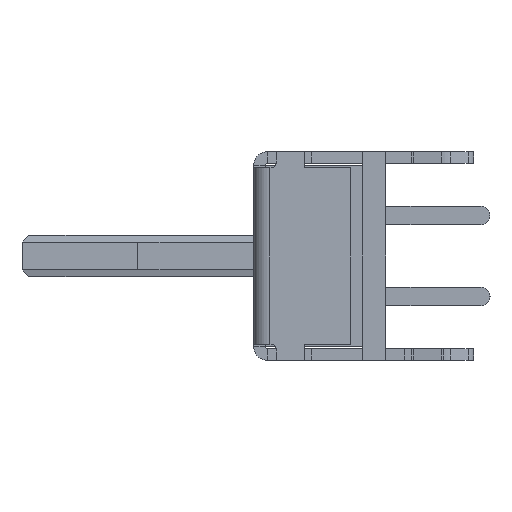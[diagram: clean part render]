
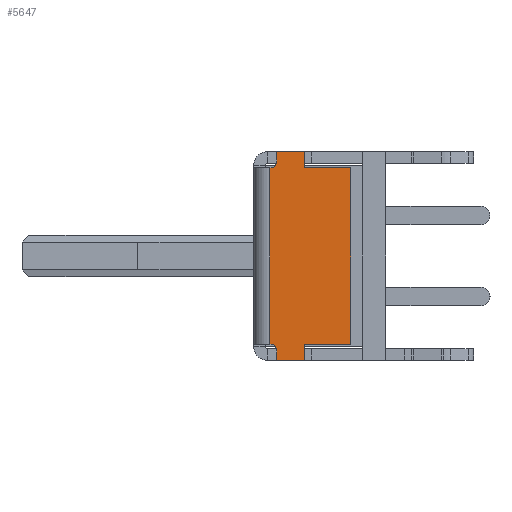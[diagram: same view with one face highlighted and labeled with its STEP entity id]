
A CAD part, left-side view. The second image highlights one B-rep face of the part: STEP entity #5647.
In plain terms, the highlighted planar face has unit normal (-1, 0, 0).
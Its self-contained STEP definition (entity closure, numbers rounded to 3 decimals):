
#45 = CARTESIAN_POINT ( 'NONE',  ( -17.5, 4.3, 4.5 ) ) ;
#51 = FACE_OUTER_BOUND ( 'NONE', #9850, .T. ) ;
#91 = AXIS2_PLACEMENT_3D ( 'NONE', #3646, #5567, #9616 ) ;
#359 = EDGE_CURVE ( 'NONE', #10901, #11998, #5460, .T. ) ;
#393 = ORIENTED_EDGE ( 'NONE', *, *, #10143, .T. ) ;
#512 = VECTOR ( 'NONE', #8806, 1000. ) ;
#534 = VECTOR ( 'NONE', #4414, 1000. ) ;
#594 = VECTOR ( 'NONE', #3517, 1000. ) ;
#1391 = ORIENTED_EDGE ( 'NONE', *, *, #359, .T. ) ;
#1465 = CARTESIAN_POINT ( 'NONE',  ( -17.5, 5.5, -4.5 ) ) ;
#1617 = EDGE_CURVE ( 'NONE', #13054, #10901, #7649, .T. ) ;
#1767 = LINE ( 'NONE', #5791, #512 ) ;
#1978 = ORIENTED_EDGE ( 'NONE', *, *, #7746, .T. ) ;
#2041 = VECTOR ( 'NONE', #3829, 1000. ) ;
#2116 = DIRECTION ( 'NONE',  ( 1., 0., 0. ) ) ;
#2278 = CARTESIAN_POINT ( 'NONE',  ( -17.5, 0., 0. ) ) ;
#2448 = EDGE_CURVE ( 'NONE', #8280, #12003, #12708, .T. ) ;
#2678 = ORIENTED_EDGE ( 'NONE', *, *, #9844, .T. ) ;
#2769 = CARTESIAN_POINT ( 'NONE',  ( -17.5, 4.3, -3.8 ) ) ;
#2814 = ORIENTED_EDGE ( 'NONE', *, *, #12204, .T. ) ;
#2964 = VECTOR ( 'NONE', #7368, 1000. ) ;
#3090 = CARTESIAN_POINT ( 'NONE',  ( -17.5, 4.3, 3.8 ) ) ;
#3267 = ORIENTED_EDGE ( 'NONE', *, *, #8886, .T. ) ;
#3465 = VERTEX_POINT ( 'NONE', #8012 ) ;
#3514 = CARTESIAN_POINT ( 'NONE',  ( -17.5, 5.5, -4.1 ) ) ;
#3517 = DIRECTION ( 'NONE',  ( 0., 0., -1. ) ) ;
#3604 = CARTESIAN_POINT ( 'NONE',  ( -17.5, 4.3, 3.8 ) ) ;
#3612 = VERTEX_POINT ( 'NONE', #12154 ) ;
#3646 = CARTESIAN_POINT ( 'NONE',  ( -17.5, 5.8, -4.1 ) ) ;
#3773 = VERTEX_POINT ( 'NONE', #1465 ) ;
#3779 = ORIENTED_EDGE ( 'NONE', *, *, #1617, .T. ) ;
#3816 = VECTOR ( 'NONE', #4689, 1000. ) ;
#3829 = DIRECTION ( 'NONE',  ( 0., -1., 0. ) ) ;
#3938 = VECTOR ( 'NONE', #11127, 1000. ) ;
#4216 = LINE ( 'NONE', #10487, #594 ) ;
#4259 = VERTEX_POINT ( 'NONE', #9454 ) ;
#4397 = CARTESIAN_POINT ( 'NONE',  ( -17.5, 4.3, -4.5 ) ) ;
#4414 = DIRECTION ( 'NONE',  ( 0., 0., -1. ) ) ;
#4511 = EDGE_CURVE ( 'NONE', #5108, #12003, #10675, .T. ) ;
#4689 = DIRECTION ( 'NONE',  ( 0., 0., -1. ) ) ;
#4762 = CARTESIAN_POINT ( 'NONE',  ( -17.5, 5.8, 3.8 ) ) ;
#5108 = VERTEX_POINT ( 'NONE', #9372 ) ;
#5116 = VECTOR ( 'NONE', #6996, 1000. ) ;
#5460 = LINE ( 'NONE', #6347, #2964 ) ;
#5499 = ORIENTED_EDGE ( 'NONE', *, *, #7079, .F. ) ;
#5567 = DIRECTION ( 'NONE',  ( 1., 0., 0. ) ) ;
#5591 = EDGE_CURVE ( 'NONE', #11998, #3612, #8749, .T. ) ;
#5628 = ORIENTED_EDGE ( 'NONE', *, *, #4511, .T. ) ;
#5647 = ADVANCED_FACE ( 'NONE', ( #51 ), #8332, .T. ) ;
#5791 = CARTESIAN_POINT ( 'NONE',  ( -17.5, 2.3, 3.8 ) ) ;
#6347 = CARTESIAN_POINT ( 'NONE',  ( -17.5, 4.3, 4.5 ) ) ;
#6457 = LINE ( 'NONE', #7124, #3938 ) ;
#6653 = VERTEX_POINT ( 'NONE', #3514 ) ;
#6881 = VERTEX_POINT ( 'NONE', #4762 ) ;
#6996 = DIRECTION ( 'NONE',  ( 0., 0., 1. ) ) ;
#7005 = EDGE_CURVE ( 'NONE', #13054, #3465, #1767, .T. ) ;
#7079 = EDGE_CURVE ( 'NONE', #3465, #8280, #10627, .T. ) ;
#7124 = CARTESIAN_POINT ( 'NONE',  ( -17.5, 5.8, 0. ) ) ;
#7146 = CARTESIAN_POINT ( 'NONE',  ( -17.5, 5.8, 4.1 ) ) ;
#7161 = VECTOR ( 'NONE', #8255, 1000. ) ;
#7368 = DIRECTION ( 'NONE',  ( 0., 1., 0. ) ) ;
#7375 = CIRCLE ( 'NONE', #9613, 0.3 ) ;
#7396 = CARTESIAN_POINT ( 'NONE',  ( -17.5, 5.5, 4.5 ) ) ;
#7649 = LINE ( 'NONE', #3090, #5116 ) ;
#7746 = EDGE_CURVE ( 'NONE', #4259, #6653, #9180, .T. ) ;
#8012 = CARTESIAN_POINT ( 'NONE',  ( -17.5, 2.3, 3.8 ) ) ;
#8255 = DIRECTION ( 'NONE',  ( 0., 1., 0. ) ) ;
#8280 = VERTEX_POINT ( 'NONE', #10255 ) ;
#8332 = PLANE ( 'NONE',  #9305 ) ;
#8677 = LINE ( 'NONE', #9883, #2041 ) ;
#8749 = LINE ( 'NONE', #7396, #534 ) ;
#8806 = DIRECTION ( 'NONE',  ( 0., -1., 0. ) ) ;
#8886 = EDGE_CURVE ( 'NONE', #3773, #5108, #8677, .T. ) ;
#8919 = ORIENTED_EDGE ( 'NONE', *, *, #2448, .F. ) ;
#9071 = ORIENTED_EDGE ( 'NONE', *, *, #7005, .F. ) ;
#9180 = CIRCLE ( 'NONE', #91, 0.3 ) ;
#9305 = AXIS2_PLACEMENT_3D ( 'NONE', #2278, #12458, #10642 ) ;
#9372 = CARTESIAN_POINT ( 'NONE',  ( -17.5, 4.3, -4.5 ) ) ;
#9454 = CARTESIAN_POINT ( 'NONE',  ( -17.5, 5.8, -3.8 ) ) ;
#9613 = AXIS2_PLACEMENT_3D ( 'NONE', #7146, #2116, #10209 ) ;
#9616 = DIRECTION ( 'NONE',  ( 0., -1., 0. ) ) ;
#9745 = DIRECTION ( 'NONE',  ( 0., 0., 1. ) ) ;
#9844 = EDGE_CURVE ( 'NONE', #3612, #6881, #7375, .T. ) ;
#9850 = EDGE_LOOP ( 'NONE', ( #12335, #2678, #2814, #1978, #393, #3267, #5628, #8919, #5499, #9071, #3779, #1391 ) ) ;
#9883 = CARTESIAN_POINT ( 'NONE',  ( -17.5, 5.5, -4.5 ) ) ;
#10143 = EDGE_CURVE ( 'NONE', #6653, #3773, #4216, .T. ) ;
#10209 = DIRECTION ( 'NONE',  ( 0., -1., 0. ) ) ;
#10211 = CARTESIAN_POINT ( 'NONE',  ( -17.5, 6., -3.8 ) ) ;
#10255 = CARTESIAN_POINT ( 'NONE',  ( -17.5, 2.3, -3.8 ) ) ;
#10349 = VECTOR ( 'NONE', #9745, 1000. ) ;
#10487 = CARTESIAN_POINT ( 'NONE',  ( -17.5, 5.5, -3.8 ) ) ;
#10627 = LINE ( 'NONE', #11825, #3816 ) ;
#10642 = DIRECTION ( 'NONE',  ( 0., -1., 0. ) ) ;
#10675 = LINE ( 'NONE', #4397, #10349 ) ;
#10901 = VERTEX_POINT ( 'NONE', #45 ) ;
#11127 = DIRECTION ( 'NONE',  ( 0., 0., -1. ) ) ;
#11825 = CARTESIAN_POINT ( 'NONE',  ( -17.5, 2.3, -3.8 ) ) ;
#11998 = VERTEX_POINT ( 'NONE', #12888 ) ;
#12003 = VERTEX_POINT ( 'NONE', #2769 ) ;
#12154 = CARTESIAN_POINT ( 'NONE',  ( -17.5, 5.5, 4.1 ) ) ;
#12204 = EDGE_CURVE ( 'NONE', #6881, #4259, #6457, .T. ) ;
#12335 = ORIENTED_EDGE ( 'NONE', *, *, #5591, .T. ) ;
#12458 = DIRECTION ( 'NONE',  ( -1., 0., 0. ) ) ;
#12708 = LINE ( 'NONE', #10211, #7161 ) ;
#12888 = CARTESIAN_POINT ( 'NONE',  ( -17.5, 5.5, 4.5 ) ) ;
#13054 = VERTEX_POINT ( 'NONE', #3604 ) ;
